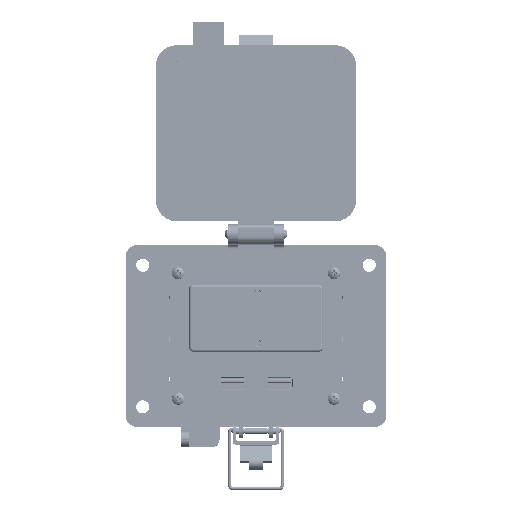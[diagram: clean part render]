
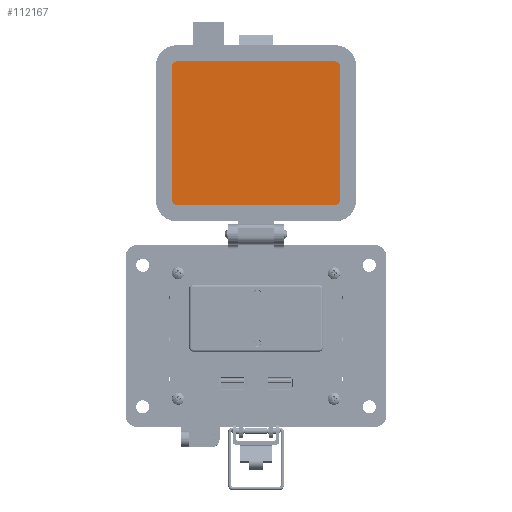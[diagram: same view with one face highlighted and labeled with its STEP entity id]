
A CAD part, top view. The second image highlights one B-rep face of the part: STEP entity #112167.
In plain terms, the highlighted planar face has unit normal (0, 0, 1).
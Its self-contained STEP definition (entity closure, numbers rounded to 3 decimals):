
#2374 = CARTESIAN_POINT ( 'NONE',  ( 35.912, 60.004, 19.202 ) ) ;
#3291 = AXIS2_PLACEMENT_3D ( 'NONE', #2374, #66955, #11654 ) ;
#9559 = EDGE_CURVE ( 'NONE', #91923, #104655, #26131, .T. ) ;
#11654 = DIRECTION ( 'NONE',  ( 0., -1., 0. ) ) ;
#13833 = VERTEX_POINT ( 'NONE', #28807 ) ;
#14422 = ORIENTED_EDGE ( 'NONE', *, *, #9559, .F. ) ;
#14423 = CARTESIAN_POINT ( 'NONE',  ( -44.769, 60.004, 19.202 ) ) ;
#14741 = AXIS2_PLACEMENT_3D ( 'NONE', #39047, #94451, #113022 ) ;
#17098 = LINE ( 'NONE', #54028, #106708 ) ;
#17302 = DIRECTION ( 'NONE',  ( -1., 0., 0. ) ) ;
#17777 = CIRCLE ( 'NONE', #14741, 2.299 ) ;
#18497 = VERTEX_POINT ( 'NONE', #104323 ) ;
#23319 = LINE ( 'NONE', #42179, #118656 ) ;
#23954 = ORIENTED_EDGE ( 'NONE', *, *, #116369, .F. ) ;
#24837 = CARTESIAN_POINT ( 'NONE',  ( 38.212, 60.004, 19.202 ) ) ;
#26131 = CIRCLE ( 'NONE', #3291, 2.299 ) ;
#27135 = EDGE_CURVE ( 'NONE', #13833, #87965, #17777, .T. ) ;
#28807 = CARTESIAN_POINT ( 'NONE',  ( -44.769, 126.389, 19.202 ) ) ;
#28954 = FACE_OUTER_BOUND ( 'NONE', #32540, .T. ) ;
#29614 = CIRCLE ( 'NONE', #83194, 2.299 ) ;
#30761 = VECTOR ( 'NONE', #43375, 1000. ) ;
#31631 = AXIS2_PLACEMENT_3D ( 'NONE', #54766, #119424, #64049 ) ;
#32540 = EDGE_LOOP ( 'NONE', ( #14422, #86249, #60402, #73389, #96446, #114095, #85372, #23954 ) ) ;
#34994 = VERTEX_POINT ( 'NONE', #116714 ) ;
#39047 = CARTESIAN_POINT ( 'NONE',  ( -42.469, 126.389, 19.202 ) ) ;
#39049 = VECTOR ( 'NONE', #97774, 1000. ) ;
#39842 = EDGE_CURVE ( 'NONE', #18497, #109660, #29614, .T. ) ;
#42179 = CARTESIAN_POINT ( 'NONE',  ( 38.212, 93.196, 19.202 ) ) ;
#43375 = DIRECTION ( 'NONE',  ( 1., 0., 0. ) ) ;
#45153 = CARTESIAN_POINT ( 'NONE',  ( 35.912, 126.389, 19.202 ) ) ;
#51437 = DIRECTION ( 'NONE',  ( 0., -1., 0. ) ) ;
#54028 = CARTESIAN_POINT ( 'NONE',  ( -3.279, 57.705, 19.202 ) ) ;
#54428 = DIRECTION ( 'NONE',  ( 1., 0., 0. ) ) ;
#54766 = CARTESIAN_POINT ( 'NONE',  ( 39.871, 130.108, 19.202 ) ) ;
#57667 = EDGE_CURVE ( 'NONE', #87965, #34994, #104478, .T. ) ;
#60402 = ORIENTED_EDGE ( 'NONE', *, *, #78040, .F. ) ;
#63447 = CARTESIAN_POINT ( 'NONE',  ( 35.912, 57.705, 19.202 ) ) ;
#64049 = DIRECTION ( 'NONE',  ( -1., 0., 0. ) ) ;
#66955 = DIRECTION ( 'NONE',  ( 0., 0., -1. ) ) ;
#70013 = DIRECTION ( 'NONE',  ( 0., 0., -1. ) ) ;
#71284 = AXIS2_PLACEMENT_3D ( 'NONE', #45153, #109849, #54428 ) ;
#72509 = PLANE ( 'NONE',  #31631 ) ;
#73389 = ORIENTED_EDGE ( 'NONE', *, *, #57667, .F. ) ;
#78040 = EDGE_CURVE ( 'NONE', #34994, #108093, #93227, .T. ) ;
#80067 = CARTESIAN_POINT ( 'NONE',  ( -3.279, 128.688, 19.202 ) ) ;
#83194 = AXIS2_PLACEMENT_3D ( 'NONE', #116226, #70013, #88654 ) ;
#85372 = ORIENTED_EDGE ( 'NONE', *, *, #39842, .F. ) ;
#86249 = ORIENTED_EDGE ( 'NONE', *, *, #96840, .F. ) ;
#87965 = VERTEX_POINT ( 'NONE', #114753 ) ;
#88180 = LINE ( 'NONE', #88469, #39049 ) ;
#88469 = CARTESIAN_POINT ( 'NONE',  ( -44.769, 93.196, 19.202 ) ) ;
#88654 = DIRECTION ( 'NONE',  ( 1., 0., 0. ) ) ;
#91923 = VERTEX_POINT ( 'NONE', #24837 ) ;
#93227 = CIRCLE ( 'NONE', #71284, 2.299 ) ;
#94451 = DIRECTION ( 'NONE',  ( 0., 0., -1. ) ) ;
#96446 = ORIENTED_EDGE ( 'NONE', *, *, #27135, .F. ) ;
#96840 = EDGE_CURVE ( 'NONE', #108093, #91923, #23319, .T. ) ;
#97381 = EDGE_CURVE ( 'NONE', #109660, #13833, #88180, .T. ) ;
#97774 = DIRECTION ( 'NONE',  ( 0., 1., 0. ) ) ;
#98867 = CARTESIAN_POINT ( 'NONE',  ( 38.212, 126.389, 19.202 ) ) ;
#104323 = CARTESIAN_POINT ( 'NONE',  ( -42.469, 57.705, 19.202 ) ) ;
#104478 = LINE ( 'NONE', #80067, #30761 ) ;
#104655 = VERTEX_POINT ( 'NONE', #63447 ) ;
#106708 = VECTOR ( 'NONE', #17302, 1000. ) ;
#108093 = VERTEX_POINT ( 'NONE', #98867 ) ;
#109660 = VERTEX_POINT ( 'NONE', #14423 ) ;
#109849 = DIRECTION ( 'NONE',  ( 0., 0., -1. ) ) ;
#112167 = ADVANCED_FACE ( 'NONE', ( #28954 ), #72509, .T. ) ;
#113022 = DIRECTION ( 'NONE',  ( 0., -1., 0. ) ) ;
#114095 = ORIENTED_EDGE ( 'NONE', *, *, #97381, .F. ) ;
#114753 = CARTESIAN_POINT ( 'NONE',  ( -42.469, 128.688, 19.202 ) ) ;
#116226 = CARTESIAN_POINT ( 'NONE',  ( -42.469, 60.004, 19.202 ) ) ;
#116369 = EDGE_CURVE ( 'NONE', #104655, #18497, #17098, .T. ) ;
#116714 = CARTESIAN_POINT ( 'NONE',  ( 35.912, 128.688, 19.202 ) ) ;
#118656 = VECTOR ( 'NONE', #51437, 1000. ) ;
#119424 = DIRECTION ( 'NONE',  ( 0., 0., 1. ) ) ;
